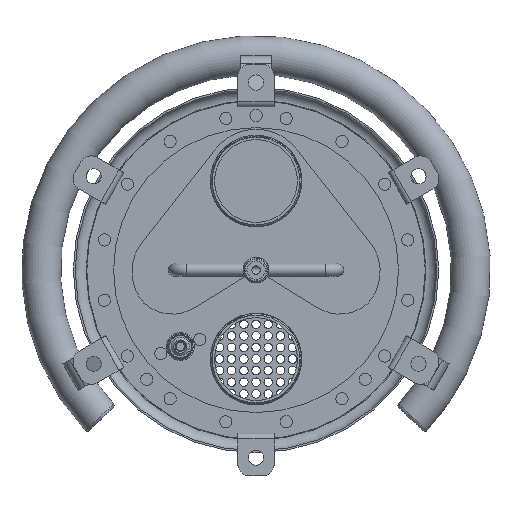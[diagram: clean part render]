
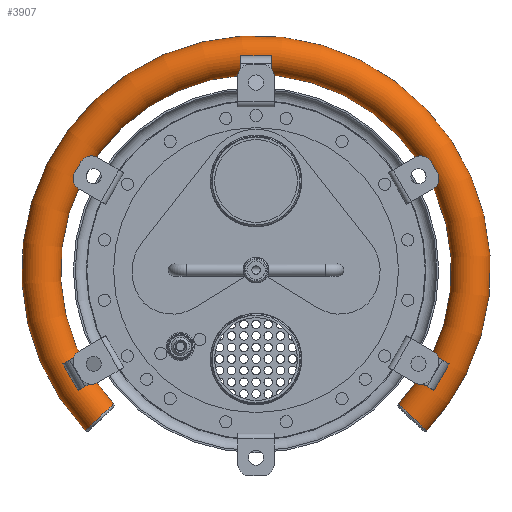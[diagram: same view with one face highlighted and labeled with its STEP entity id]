
A CAD part, left-side view. The second image highlights one B-rep face of the part: STEP entity #3907.
In plain terms, the highlighted toroidal (fillet/blend) face has major radius 176.5 mm and minor radius 16 mm.
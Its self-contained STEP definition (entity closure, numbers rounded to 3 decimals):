
#3907=ADVANCED_FACE('',(#23487,#23489),#23491,.T.);
#23487=FACE_OUTER_BOUND('',#23488,.T.);
#23488=EDGE_LOOP('',(#32597));
#23489=FACE_OUTER_BOUND('',#23490,.T.);
#23490=EDGE_LOOP('',(#32598));
#23491=TOROIDAL_SURFACE('',#23492,176.5,16.);
#23492=AXIS2_PLACEMENT_3D('',#23493,#23494,#23495);
#23493=CARTESIAN_POINT('',(-86.419,0.,0.));
#23494=DIRECTION('',(-1.,0.,0.));
#23495=DIRECTION('',(0.,-0.727,-0.687));
#32597=ORIENTED_EDGE('',*,*,#34799,.F.);
#32598=ORIENTED_EDGE('',*,*,#34800,.F.);
#34799=EDGE_CURVE('',#36761,#36761,#36762,.T.);
#34800=EDGE_CURVE('',#36763,#36763,#36764,.T.);
#36761=VERTEX_POINT('',#49838);
#36762=B_SPLINE_CURVE_WITH_KNOTS('',3,
(#49839,#49840,#49841,#49842,#49843,#49844,#49845,#49846,#49847,#49848,#49849,#49850,
#49851,#49852,#49853,#49854,#49855,#49856,#49857,#49858,#49859,#49860,#49861,#49862,
#49863,#49864,#49865,#49866,#49867,#49868,#49869,#49870,#49871,#49872,#49873,#49874,
#49875,#49876,#49877,#49878,#49879,#49880,#49881,#49882,#49883,#49884,#49885,#49886,
#49887),
.UNSPECIFIED.,.T.,.F.,
(4,1,1,1,1,1,1,1,1,1,1,1,1,1,1,1,1,1,1,1,1,1,1,1,1,1,1,1,1,1,1,1,1,1,1,1,1,1,1,1,
1,1,1,1,1,1,4),
(0.,0.022,0.044,0.066,0.088,
0.11,0.132,0.154,0.176,0.198,
0.22,0.242,0.264,0.286,0.308,
0.33,0.352,0.374,0.396,0.418,
0.44,0.463,0.485,0.507,0.528,
0.55,0.572,0.594,0.616,0.638,
0.66,0.682,0.704,0.727,0.749,
0.771,0.793,0.814,0.836,0.858,
0.881,0.903,0.924,0.946,0.968,
0.986,1.),
.UNSPECIFIED.);
#36763=VERTEX_POINT('',#49888);
#36764=B_SPLINE_CURVE_WITH_KNOTS('',3,
(#49889,#49890,#49891,#49892,#49893,#49894,#49895,#49896,#49897,#49898,#49899,#49900,
#49901,#49902,#49903,#49904,#49905,#49906,#49907,#49908,#49909,#49910,#49911,#49912,
#49913,#49914,#49915,#49916,#49917,#49918,#49919,#49920,#49921,#49922,#49923,#49924,
#49925,#49926,#49927,#49928,#49929,#49930,#49931,#49932,#49933,#49934,#49935,#49936,
#49937,#49938),
.UNSPECIFIED.,.T.,.F.,
(4,1,1,1,1,1,1,1,1,1,1,1,1,1,1,1,1,1,1,1,1,1,1,1,1,1,1,1,1,1,1,1,1,1,1,1,1,1,1,1,
1,1,1,1,1,1,1,4),
(0.,0.021,0.043,0.065,0.087,0.109,
0.131,0.153,0.175,0.197,0.218,
0.24,0.262,0.285,0.307,0.329,
0.351,0.373,0.395,0.417,0.439,
0.461,0.483,0.505,0.527,0.549,
0.571,0.593,0.615,0.637,0.659,
0.681,0.703,0.725,0.747,0.769,
0.791,0.813,0.835,0.857,0.879,
0.901,0.923,0.945,0.966,0.983,
0.994,1.),
.UNSPECIFIED.);
#49838=CARTESIAN_POINT('',(-70.419,128.614,-120.874));
#49839=CARTESIAN_POINT('',(-70.419,128.614,-120.874));
#49840=CARTESIAN_POINT('',(-70.419,128.084,-120.366));
#49841=CARTESIAN_POINT('',(-70.52,127.023,-119.348));
#49842=CARTESIAN_POINT('',(-70.975,125.458,-117.849));
#49843=CARTESIAN_POINT('',(-71.725,123.95,-116.403));
#49844=CARTESIAN_POINT('',(-72.759,122.529,-115.041));
#49845=CARTESIAN_POINT('',(-74.055,121.224,-113.79));
#49846=CARTESIAN_POINT('',(-75.589,120.061,-112.676));
#49847=CARTESIAN_POINT('',(-77.33,119.062,-111.719));
#49848=CARTESIAN_POINT('',(-79.245,118.247,-110.938));
#49849=CARTESIAN_POINT('',(-81.297,117.631,-110.347));
#49850=CARTESIAN_POINT('',(-83.447,117.226,-109.959));
#49851=CARTESIAN_POINT('',(-85.653,117.039,-109.78));
#49852=CARTESIAN_POINT('',(-87.868,117.073,-109.813));
#49853=CARTESIAN_POINT('',(-90.05,117.326,-110.055));
#49854=CARTESIAN_POINT('',(-92.159,117.792,-110.502));
#49855=CARTESIAN_POINT('',(-94.162,118.464,-111.145));
#49856=CARTESIAN_POINT('',(-96.026,119.331,-111.976));
#49857=CARTESIAN_POINT('',(-97.71,120.377,-112.979));
#49858=CARTESIAN_POINT('',(-99.179,121.584,-114.136));
#49859=CARTESIAN_POINT('',(-100.403,122.925,-115.421));
#49860=CARTESIAN_POINT('',(-101.358,124.377,-116.812));
#49861=CARTESIAN_POINT('',(-102.026,125.908,-118.28));
#49862=CARTESIAN_POINT('',(-102.394,127.49,-119.796));
#49863=CARTESIAN_POINT('',(-102.456,129.087,-121.328));
#49864=CARTESIAN_POINT('',(-102.214,130.67,-122.845));
#49865=CARTESIAN_POINT('',(-101.676,132.21,-124.322));
#49866=CARTESIAN_POINT('',(-100.85,133.685,-125.736));
#49867=CARTESIAN_POINT('',(-99.746,135.071,-127.065));
#49868=CARTESIAN_POINT('',(-98.384,136.338,-128.279));
#49869=CARTESIAN_POINT('',(-96.789,137.458,-129.353));
#49870=CARTESIAN_POINT('',(-94.997,138.407,-130.264));
#49871=CARTESIAN_POINT('',(-93.039,139.169,-130.995));
#49872=CARTESIAN_POINT('',(-90.953,139.729,-131.531));
#49873=CARTESIAN_POINT('',(-88.782,140.074,-131.863));
#49874=CARTESIAN_POINT('',(-86.566,140.2,-131.983));
#49875=CARTESIAN_POINT('',(-84.351,140.104,-131.891));
#49876=CARTESIAN_POINT('',(-82.18,139.789,-131.589));
#49877=CARTESIAN_POINT('',(-80.092,139.262,-131.084));
#49878=CARTESIAN_POINT('',(-78.124,138.533,-130.385));
#49879=CARTESIAN_POINT('',(-76.307,137.613,-129.502));
#49880=CARTESIAN_POINT('',(-74.683,136.519,-128.454));
#49881=CARTESIAN_POINT('',(-73.286,135.276,-127.261));
#49882=CARTESIAN_POINT('',(-72.148,133.916,-125.957));
#49883=CARTESIAN_POINT('',(-71.282,132.466,-124.567));
#49884=CARTESIAN_POINT('',(-70.733,131.038,-123.197));
#49885=CARTESIAN_POINT('',(-70.468,129.745,-121.958));
#49886=CARTESIAN_POINT('',(-70.419,128.963,-121.208));
#49887=CARTESIAN_POINT('',(-70.419,128.614,-120.874));
#49888=CARTESIAN_POINT('',(-70.419,-128.615,-120.874));
#49889=CARTESIAN_POINT('',(-70.419,-128.615,-120.874));
#49890=CARTESIAN_POINT('',(-70.419,-129.124,-121.363));
#49891=CARTESIAN_POINT('',(-70.513,-130.155,-122.351));
#49892=CARTESIAN_POINT('',(-70.945,-131.692,-123.825));
#49893=CARTESIAN_POINT('',(-71.674,-133.193,-125.264));
#49894=CARTESIAN_POINT('',(-72.689,-134.617,-126.629));
#49895=CARTESIAN_POINT('',(-73.968,-135.928,-127.886));
#49896=CARTESIAN_POINT('',(-75.486,-137.098,-129.009));
#49897=CARTESIAN_POINT('',(-77.21,-138.104,-129.973));
#49898=CARTESIAN_POINT('',(-79.101,-138.926,-130.762));
#49899=CARTESIAN_POINT('',(-81.128,-139.553,-131.363));
#49900=CARTESIAN_POINT('',(-83.26,-139.974,-131.767));
#49901=CARTESIAN_POINT('',(-85.457,-140.18,-131.964));
#49902=CARTESIAN_POINT('',(-87.68,-140.165,-131.95));
#49903=CARTESIAN_POINT('',(-89.879,-139.928,-131.723));
#49904=CARTESIAN_POINT('',(-92.014,-139.474,-131.287));
#49905=CARTESIAN_POINT('',(-94.041,-138.811,-130.652));
#49906=CARTESIAN_POINT('',(-95.921,-137.953,-129.828));
#49907=CARTESIAN_POINT('',(-97.619,-136.914,-128.832));
#49908=CARTESIAN_POINT('',(-99.099,-135.718,-127.685));
#49909=CARTESIAN_POINT('',(-100.334,-134.389,-126.411));
#49910=CARTESIAN_POINT('',(-101.3,-132.955,-125.036));
#49911=CARTESIAN_POINT('',(-101.984,-131.441,-123.584));
#49912=CARTESIAN_POINT('',(-102.375,-129.87,-122.078));
#49913=CARTESIAN_POINT('',(-102.463,-128.271,-120.545));
#49914=CARTESIAN_POINT('',(-102.243,-126.674,-119.014));
#49915=CARTESIAN_POINT('',(-101.72,-125.113,-117.518));
#49916=CARTESIAN_POINT('',(-100.902,-123.618,-116.085));
#49917=CARTESIAN_POINT('',(-99.805,-122.22,-114.745));
#49918=CARTESIAN_POINT('',(-98.452,-120.945,-113.523));
#49919=CARTESIAN_POINT('',(-96.868,-119.818,-112.443));
#49920=CARTESIAN_POINT('',(-95.087,-118.861,-111.526));
#49921=CARTESIAN_POINT('',(-93.145,-118.093,-110.79));
#49922=CARTESIAN_POINT('',(-91.076,-117.525,-110.245));
#49923=CARTESIAN_POINT('',(-88.917,-117.167,-109.903));
#49924=CARTESIAN_POINT('',(-86.707,-117.028,-109.769));
#49925=CARTESIAN_POINT('',(-84.49,-117.11,-109.848));
#49926=CARTESIAN_POINT('',(-82.311,-117.412,-110.137));
#49927=CARTESIAN_POINT('',(-80.211,-117.928,-110.632));
#49928=CARTESIAN_POINT('',(-78.228,-118.648,-111.322));
#49929=CARTESIAN_POINT('',(-76.4,-119.56,-112.196));
#49930=CARTESIAN_POINT('',(-74.763,-120.647,-113.238));
#49931=CARTESIAN_POINT('',(-73.35,-121.886,-114.425));
#49932=CARTESIAN_POINT('',(-72.191,-123.25,-115.732));
#49933=CARTESIAN_POINT('',(-71.327,-124.678,-117.1));
#49934=CARTESIAN_POINT('',(-70.775,-126.065,-118.43));
#49935=CARTESIAN_POINT('',(-70.513,-127.228,-119.545));
#49936=CARTESIAN_POINT('',(-70.43,-128.057,-120.34));
#49937=CARTESIAN_POINT('',(-70.419,-128.469,-120.735));
#49938=CARTESIAN_POINT('',(-70.419,-128.615,-120.874));
